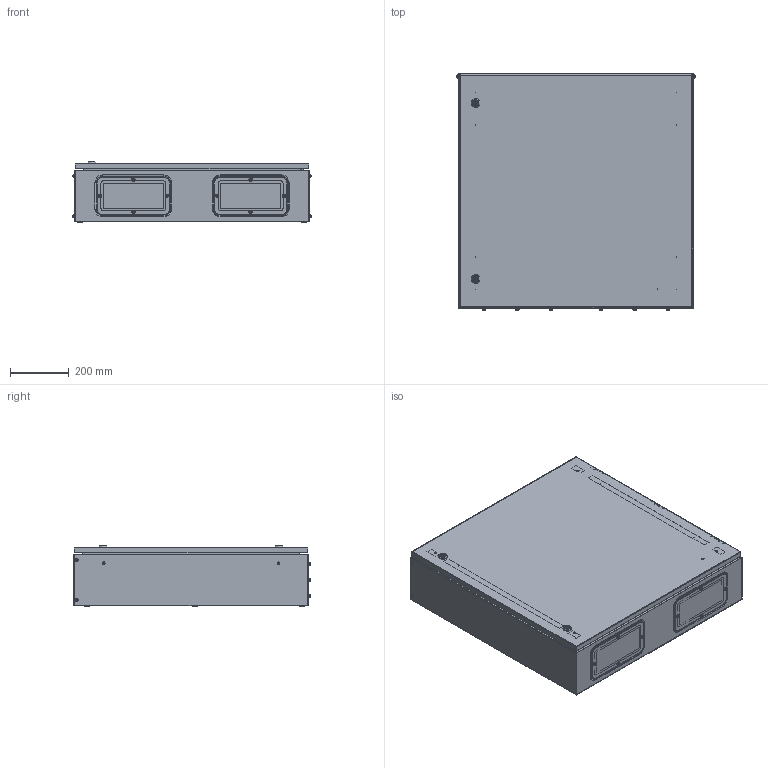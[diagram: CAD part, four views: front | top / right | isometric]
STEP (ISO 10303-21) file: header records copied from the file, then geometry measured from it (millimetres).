
FILE_DESCRIPTION (( 'STEP AP214' ), '1' );
FILE_NAME ('IP-808020_stp.step', '2025-04-28T11:17:38', ( '' ), ( '' ), 'SwSTEP 2.0', 'SolidWorks 2023', '' );
FILE_SCHEMA (( 'AUTOMOTIVE_DESIGN' ));
Length unit declared in the file: millimetre
Products named in the file (1): IP-808020_stp
Bounding box: 813.47 x 806.8 x 207.5 mm (x, y, z)
Surface area: 5534670.4 mm2 (no closed solid volume)
Topology: 0 solids, 82 shells, 3601 faces, 8962 edges, 5648 vertices
Faces by surface type: plane 1823, cylinder 962, cone 644, bspline 92, torus 80
Entity records: 118439 total; most frequent: CARTESIAN_POINT 31064, DIRECTION 18214, ORIENTED_EDGE 17904, EDGE_CURVE 8954, AXIS2_PLACEMENT_3D 6550, VERTEX_POINT 5648, VECTOR 5114, LINE 5114
